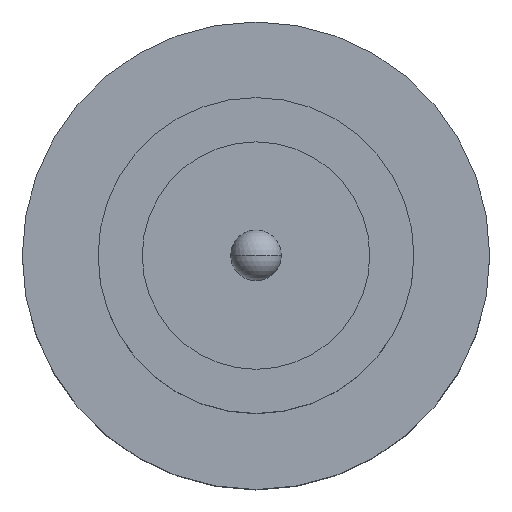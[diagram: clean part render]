
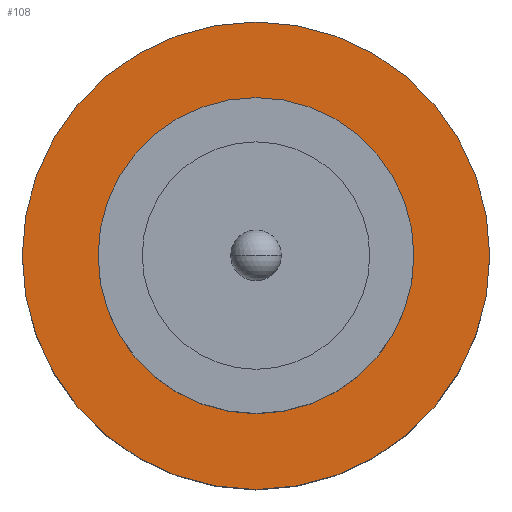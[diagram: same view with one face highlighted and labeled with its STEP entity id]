
A CAD part, top view. The second image highlights one B-rep face of the part: STEP entity #108.
In plain terms, the highlighted planar face has unit normal (0, 0, 1).
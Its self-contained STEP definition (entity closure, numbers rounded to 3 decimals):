
#4 = DIRECTION ( 'NONE',  ( 1., 0., 0. ) ) ;
#29 = EDGE_CURVE ( 'NONE', #54, #608, #73, .T. ) ;
#54 = VERTEX_POINT ( 'NONE', #459 ) ;
#59 = EDGE_LOOP ( 'NONE', ( #802, #779 ) ) ;
#73 = CIRCLE ( 'NONE', #649, 1.85 ) ;
#95 = CIRCLE ( 'NONE', #795, 1.85 ) ;
#106 = FACE_OUTER_BOUND ( 'NONE', #59, .T. ) ;
#107 = DIRECTION ( 'NONE',  ( 0., 0., 1. ) ) ;
#108 = ADVANCED_FACE ( 'NONE', ( #197, #106 ), #742, .T. ) ;
#145 = DIRECTION ( 'NONE',  ( 0., 0., 1. ) ) ;
#176 = DIRECTION ( 'NONE',  ( 1., 0., 0. ) ) ;
#186 = AXIS2_PLACEMENT_3D ( 'NONE', #601, #145, #4 ) ;
#188 = EDGE_LOOP ( 'NONE', ( #492, #503 ) ) ;
#192 = CARTESIAN_POINT ( 'NONE',  ( -1.25, 0., 2.05 ) ) ;
#197 = FACE_BOUND ( 'NONE', #188, .T. ) ;
#201 = CARTESIAN_POINT ( 'NONE',  ( 0., 0., 2.05 ) ) ;
#244 = DIRECTION ( 'NONE',  ( 1., 0., 0. ) ) ;
#245 = CIRCLE ( 'NONE', #826, 1.25 ) ;
#279 = CARTESIAN_POINT ( 'NONE',  ( -1.85, 0., 2.05 ) ) ;
#295 = CIRCLE ( 'NONE', #710, 1.25 ) ;
#336 = EDGE_CURVE ( 'NONE', #521, #822, #245, .T. ) ;
#352 = EDGE_CURVE ( 'NONE', #822, #521, #295, .T. ) ;
#363 = DIRECTION ( 'NONE',  ( 0., 0., 1. ) ) ;
#403 = DIRECTION ( 'NONE',  ( 0., 0., 1. ) ) ;
#459 = CARTESIAN_POINT ( 'NONE',  ( 1.85, 0., 2.05 ) ) ;
#492 = ORIENTED_EDGE ( 'NONE', *, *, #352, .F. ) ;
#503 = ORIENTED_EDGE ( 'NONE', *, *, #336, .F. ) ;
#521 = VERTEX_POINT ( 'NONE', #192 ) ;
#601 = CARTESIAN_POINT ( 'NONE',  ( 0., 0., 2.05 ) ) ;
#608 = VERTEX_POINT ( 'NONE', #279 ) ;
#621 = CARTESIAN_POINT ( 'NONE',  ( 0., 0., 2.05 ) ) ;
#640 = EDGE_CURVE ( 'NONE', #608, #54, #95, .T. ) ;
#649 = AXIS2_PLACEMENT_3D ( 'NONE', #201, #403, #797 ) ;
#682 = CARTESIAN_POINT ( 'NONE',  ( 0., 0., 2.05 ) ) ;
#684 = DIRECTION ( 'NONE',  ( 1., 0., 0. ) ) ;
#710 = AXIS2_PLACEMENT_3D ( 'NONE', #621, #363, #244 ) ;
#742 = PLANE ( 'NONE',  #186 ) ;
#748 = CARTESIAN_POINT ( 'NONE',  ( 1.25, 0., 2.05 ) ) ;
#764 = CARTESIAN_POINT ( 'NONE',  ( 0., 0., 2.05 ) ) ;
#779 = ORIENTED_EDGE ( 'NONE', *, *, #29, .T. ) ;
#795 = AXIS2_PLACEMENT_3D ( 'NONE', #682, #812, #684 ) ;
#797 = DIRECTION ( 'NONE',  ( 1., 0., 0. ) ) ;
#802 = ORIENTED_EDGE ( 'NONE', *, *, #640, .T. ) ;
#812 = DIRECTION ( 'NONE',  ( 0., 0., 1. ) ) ;
#822 = VERTEX_POINT ( 'NONE', #748 ) ;
#826 = AXIS2_PLACEMENT_3D ( 'NONE', #764, #107, #176 ) ;
